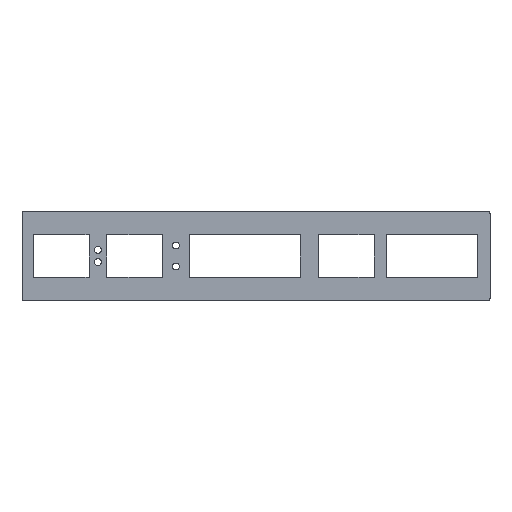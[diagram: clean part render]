
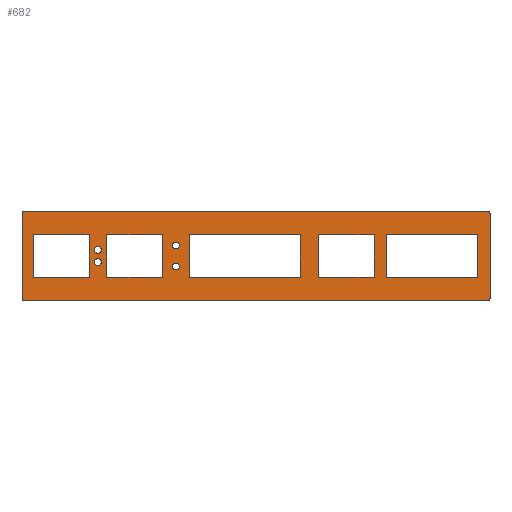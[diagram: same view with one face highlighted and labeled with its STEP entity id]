
A CAD part, top view. The second image highlights one B-rep face of the part: STEP entity #682.
In plain terms, the highlighted planar face has unit normal (0, 0, 1).
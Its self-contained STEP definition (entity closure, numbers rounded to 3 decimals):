
#15=FACE_BOUND('',#95,.T.);
#16=FACE_BOUND('',#96,.T.);
#17=FACE_BOUND('',#97,.T.);
#18=FACE_BOUND('',#98,.T.);
#19=FACE_BOUND('',#99,.T.);
#20=FACE_BOUND('',#100,.T.);
#21=FACE_BOUND('',#101,.T.);
#22=FACE_BOUND('',#102,.T.);
#23=FACE_BOUND('',#103,.T.);
#33=PLANE('',#732);
#60=FACE_OUTER_BOUND('',#94,.T.);
#94=EDGE_LOOP('',(#485,#486,#487,#488,#489,#490,#491,#492));
#95=EDGE_LOOP('',(#493));
#96=EDGE_LOOP('',(#494,#495,#496,#497));
#97=EDGE_LOOP('',(#498));
#98=EDGE_LOOP('',(#499));
#99=EDGE_LOOP('',(#500,#501,#502,#503));
#100=EDGE_LOOP('',(#504));
#101=EDGE_LOOP('',(#505,#506,#507,#508));
#102=EDGE_LOOP('',(#509,#510,#511,#512));
#103=EDGE_LOOP('',(#513,#514,#515,#516));
#147=LINE('',#973,#227);
#148=LINE('',#977,#228);
#149=LINE('',#981,#229);
#150=LINE('',#984,#230);
#151=LINE('',#989,#231);
#152=LINE('',#991,#232);
#153=LINE('',#993,#233);
#154=LINE('',#994,#234);
#155=LINE('',#1001,#235);
#156=LINE('',#1003,#236);
#157=LINE('',#1005,#237);
#158=LINE('',#1006,#238);
#159=LINE('',#1011,#239);
#160=LINE('',#1013,#240);
#161=LINE('',#1015,#241);
#162=LINE('',#1016,#242);
#163=LINE('',#1019,#243);
#164=LINE('',#1021,#244);
#165=LINE('',#1023,#245);
#166=LINE('',#1024,#246);
#167=LINE('',#1027,#247);
#168=LINE('',#1029,#248);
#169=LINE('',#1031,#249);
#170=LINE('',#1032,#250);
#227=VECTOR('',#791,10.);
#228=VECTOR('',#794,10.);
#229=VECTOR('',#797,10.);
#230=VECTOR('',#800,10.);
#231=VECTOR('',#803,10.);
#232=VECTOR('',#804,10.);
#233=VECTOR('',#805,10.);
#234=VECTOR('',#806,10.);
#235=VECTOR('',#811,10.);
#236=VECTOR('',#812,10.);
#237=VECTOR('',#813,10.);
#238=VECTOR('',#814,10.);
#239=VECTOR('',#817,10.);
#240=VECTOR('',#818,10.);
#241=VECTOR('',#819,10.);
#242=VECTOR('',#820,10.);
#243=VECTOR('',#821,10.);
#244=VECTOR('',#822,10.);
#245=VECTOR('',#823,10.);
#246=VECTOR('',#824,10.);
#247=VECTOR('',#825,10.);
#248=VECTOR('',#826,10.);
#249=VECTOR('',#827,10.);
#250=VECTOR('',#828,10.);
#306=CIRCLE('',#731,1.);
#307=CIRCLE('',#733,1.);
#308=CIRCLE('',#734,1.);
#309=CIRCLE('',#735,1.);
#310=CIRCLE('',#736,1.6);
#311=CIRCLE('',#737,1.6);
#312=CIRCLE('',#738,1.6);
#313=CIRCLE('',#739,1.6);
#323=VERTEX_POINT('',#966);
#324=VERTEX_POINT('',#968);
#325=VERTEX_POINT('',#972);
#326=VERTEX_POINT('',#974);
#327=VERTEX_POINT('',#976);
#328=VERTEX_POINT('',#978);
#329=VERTEX_POINT('',#980);
#330=VERTEX_POINT('',#982);
#331=VERTEX_POINT('',#985);
#332=VERTEX_POINT('',#987);
#333=VERTEX_POINT('',#988);
#334=VERTEX_POINT('',#990);
#335=VERTEX_POINT('',#992);
#336=VERTEX_POINT('',#995);
#337=VERTEX_POINT('',#997);
#338=VERTEX_POINT('',#999);
#339=VERTEX_POINT('',#1000);
#340=VERTEX_POINT('',#1002);
#341=VERTEX_POINT('',#1004);
#342=VERTEX_POINT('',#1007);
#343=VERTEX_POINT('',#1009);
#344=VERTEX_POINT('',#1010);
#345=VERTEX_POINT('',#1012);
#346=VERTEX_POINT('',#1014);
#347=VERTEX_POINT('',#1017);
#348=VERTEX_POINT('',#1018);
#349=VERTEX_POINT('',#1020);
#350=VERTEX_POINT('',#1022);
#351=VERTEX_POINT('',#1025);
#352=VERTEX_POINT('',#1026);
#353=VERTEX_POINT('',#1028);
#354=VERTEX_POINT('',#1030);
#387=EDGE_CURVE('',#323,#324,#306,.T.);
#389=EDGE_CURVE('',#323,#325,#147,.T.);
#390=EDGE_CURVE('',#326,#325,#307,.T.);
#391=EDGE_CURVE('',#326,#327,#148,.T.);
#392=EDGE_CURVE('',#328,#327,#308,.T.);
#393=EDGE_CURVE('',#328,#329,#149,.T.);
#394=EDGE_CURVE('',#330,#329,#309,.T.);
#395=EDGE_CURVE('',#330,#324,#150,.T.);
#396=EDGE_CURVE('',#331,#331,#310,.T.);
#397=EDGE_CURVE('',#332,#333,#151,.T.);
#398=EDGE_CURVE('',#334,#332,#152,.T.);
#399=EDGE_CURVE('',#335,#334,#153,.T.);
#400=EDGE_CURVE('',#333,#335,#154,.T.);
#401=EDGE_CURVE('',#336,#336,#311,.T.);
#402=EDGE_CURVE('',#337,#337,#312,.T.);
#403=EDGE_CURVE('',#338,#339,#155,.T.);
#404=EDGE_CURVE('',#340,#338,#156,.T.);
#405=EDGE_CURVE('',#341,#340,#157,.T.);
#406=EDGE_CURVE('',#339,#341,#158,.T.);
#407=EDGE_CURVE('',#342,#342,#313,.T.);
#408=EDGE_CURVE('',#343,#344,#159,.T.);
#409=EDGE_CURVE('',#345,#343,#160,.T.);
#410=EDGE_CURVE('',#346,#345,#161,.T.);
#411=EDGE_CURVE('',#344,#346,#162,.T.);
#412=EDGE_CURVE('',#347,#348,#163,.T.);
#413=EDGE_CURVE('',#349,#347,#164,.T.);
#414=EDGE_CURVE('',#350,#349,#165,.T.);
#415=EDGE_CURVE('',#348,#350,#166,.T.);
#416=EDGE_CURVE('',#351,#352,#167,.T.);
#417=EDGE_CURVE('',#353,#351,#168,.T.);
#418=EDGE_CURVE('',#354,#353,#169,.T.);
#419=EDGE_CURVE('',#352,#354,#170,.T.);
#485=ORIENTED_EDGE('',*,*,#387,.F.);
#486=ORIENTED_EDGE('',*,*,#389,.T.);
#487=ORIENTED_EDGE('',*,*,#390,.F.);
#488=ORIENTED_EDGE('',*,*,#391,.T.);
#489=ORIENTED_EDGE('',*,*,#392,.F.);
#490=ORIENTED_EDGE('',*,*,#393,.T.);
#491=ORIENTED_EDGE('',*,*,#394,.F.);
#492=ORIENTED_EDGE('',*,*,#395,.T.);
#493=ORIENTED_EDGE('',*,*,#396,.F.);
#494=ORIENTED_EDGE('',*,*,#397,.F.);
#495=ORIENTED_EDGE('',*,*,#398,.F.);
#496=ORIENTED_EDGE('',*,*,#399,.F.);
#497=ORIENTED_EDGE('',*,*,#400,.F.);
#498=ORIENTED_EDGE('',*,*,#401,.F.);
#499=ORIENTED_EDGE('',*,*,#402,.F.);
#500=ORIENTED_EDGE('',*,*,#403,.F.);
#501=ORIENTED_EDGE('',*,*,#404,.F.);
#502=ORIENTED_EDGE('',*,*,#405,.F.);
#503=ORIENTED_EDGE('',*,*,#406,.F.);
#504=ORIENTED_EDGE('',*,*,#407,.F.);
#505=ORIENTED_EDGE('',*,*,#408,.F.);
#506=ORIENTED_EDGE('',*,*,#409,.F.);
#507=ORIENTED_EDGE('',*,*,#410,.F.);
#508=ORIENTED_EDGE('',*,*,#411,.F.);
#509=ORIENTED_EDGE('',*,*,#412,.F.);
#510=ORIENTED_EDGE('',*,*,#413,.F.);
#511=ORIENTED_EDGE('',*,*,#414,.F.);
#512=ORIENTED_EDGE('',*,*,#415,.F.);
#513=ORIENTED_EDGE('',*,*,#416,.F.);
#514=ORIENTED_EDGE('',*,*,#417,.F.);
#515=ORIENTED_EDGE('',*,*,#418,.F.);
#516=ORIENTED_EDGE('',*,*,#419,.F.);
#682=ADVANCED_FACE('',(#60,#15,#16,#17,#18,#19,#20,#21,#22,#23),#33,.F.);
#731=AXIS2_PLACEMENT_3D('',#969,#786,#787);
#732=AXIS2_PLACEMENT_3D('',#971,#789,#790);
#733=AXIS2_PLACEMENT_3D('',#975,#792,#793);
#734=AXIS2_PLACEMENT_3D('',#979,#795,#796);
#735=AXIS2_PLACEMENT_3D('',#983,#798,#799);
#736=AXIS2_PLACEMENT_3D('',#986,#801,#802);
#737=AXIS2_PLACEMENT_3D('',#996,#807,#808);
#738=AXIS2_PLACEMENT_3D('',#998,#809,#810);
#739=AXIS2_PLACEMENT_3D('',#1008,#815,#816);
#786=DIRECTION('center_axis',(0.,0.,-1.));
#787=DIRECTION('ref_axis',(0.707,-0.707,0.));
#789=DIRECTION('center_axis',(0.,0.,-1.));
#790=DIRECTION('ref_axis',(-1.,0.,0.));
#791=DIRECTION('',(0.,1.,0.));
#792=DIRECTION('center_axis',(0.,0.,-1.));
#793=DIRECTION('ref_axis',(0.707,0.707,0.));
#794=DIRECTION('',(-1.,0.,0.));
#795=DIRECTION('center_axis',(0.,0.,-1.));
#796=DIRECTION('ref_axis',(-0.707,0.707,0.));
#797=DIRECTION('',(0.,-1.,0.));
#798=DIRECTION('center_axis',(0.,0.,-1.));
#799=DIRECTION('ref_axis',(-0.707,-0.707,0.));
#800=DIRECTION('',(1.,0.,0.));
#801=DIRECTION('center_axis',(0.,0.,1.));
#802=DIRECTION('ref_axis',(-1.,0.,0.));
#803=DIRECTION('',(1.,0.,0.));
#804=DIRECTION('',(0.,-1.,0.));
#805=DIRECTION('',(-1.,0.,0.));
#806=DIRECTION('',(0.,1.,0.));
#807=DIRECTION('center_axis',(0.,0.,1.));
#808=DIRECTION('ref_axis',(-1.,0.,0.));
#809=DIRECTION('center_axis',(0.,0.,1.));
#810=DIRECTION('ref_axis',(-1.,0.,0.));
#811=DIRECTION('',(1.,0.,0.));
#812=DIRECTION('',(0.,-1.,0.));
#813=DIRECTION('',(-1.,0.,0.));
#814=DIRECTION('',(0.,1.,0.));
#815=DIRECTION('center_axis',(0.,0.,1.));
#816=DIRECTION('ref_axis',(-1.,0.,0.));
#817=DIRECTION('',(1.,0.,0.));
#818=DIRECTION('',(0.,-1.,0.));
#819=DIRECTION('',(-1.,0.,0.));
#820=DIRECTION('',(0.,1.,0.));
#821=DIRECTION('',(1.,0.,0.));
#822=DIRECTION('',(0.,-1.,0.));
#823=DIRECTION('',(-1.,0.,0.));
#824=DIRECTION('',(0.,1.,0.));
#825=DIRECTION('',(1.,0.,0.));
#826=DIRECTION('',(0.,-1.,0.));
#827=DIRECTION('',(-1.,0.,0.));
#828=DIRECTION('',(0.,1.,0.));
#966=CARTESIAN_POINT('',(213.36,-1.223,-2.54));
#968=CARTESIAN_POINT('',(212.36,-2.223,-2.54));
#969=CARTESIAN_POINT('Origin',(212.36,-1.223,-2.54));
#971=CARTESIAN_POINT('Origin',(105.41,18.415,-2.54));
#972=CARTESIAN_POINT('',(213.36,38.053,-2.54));
#973=CARTESIAN_POINT('',(213.36,-2.223,-2.54));
#974=CARTESIAN_POINT('',(212.36,39.053,-2.54));
#975=CARTESIAN_POINT('Origin',(212.36,38.053,-2.54));
#976=CARTESIAN_POINT('',(-1.54,39.053,-2.54));
#977=CARTESIAN_POINT('',(213.36,39.053,-2.54));
#978=CARTESIAN_POINT('',(-2.54,38.053,-2.54));
#979=CARTESIAN_POINT('Origin',(-1.54,38.053,-2.54));
#980=CARTESIAN_POINT('',(-2.54,-1.223,-2.54));
#981=CARTESIAN_POINT('',(-2.54,39.053,-2.54));
#982=CARTESIAN_POINT('',(-1.54,-2.223,-2.54));
#983=CARTESIAN_POINT('Origin',(-1.54,-1.223,-2.54));
#984=CARTESIAN_POINT('',(-2.54,-2.223,-2.54));
#985=CARTESIAN_POINT('',(70.045,13.578,-2.54));
#986=CARTESIAN_POINT('Origin',(68.445,13.578,-2.54));
#987=CARTESIAN_POINT('',(165.61,8.665,-2.54));
#988=CARTESIAN_POINT('',(207.61,8.665,-2.54));
#989=CARTESIAN_POINT('',(165.61,8.665,-2.54));
#990=CARTESIAN_POINT('',(165.61,28.165,-2.54));
#991=CARTESIAN_POINT('',(165.61,28.165,-2.54));
#992=CARTESIAN_POINT('',(207.61,28.165,-2.54));
#993=CARTESIAN_POINT('',(207.61,28.165,-2.54));
#994=CARTESIAN_POINT('',(207.61,8.665,-2.54));
#995=CARTESIAN_POINT('',(70.041,23.253,-2.54));
#996=CARTESIAN_POINT('Origin',(68.441,23.253,-2.54));
#997=CARTESIAN_POINT('',(34.049,21.253,-2.54));
#998=CARTESIAN_POINT('Origin',(32.449,21.253,-2.54));
#999=CARTESIAN_POINT('',(2.594,8.665,-2.54));
#1000=CARTESIAN_POINT('',(28.394,8.665,-2.54));
#1001=CARTESIAN_POINT('',(2.594,8.665,-2.54));
#1002=CARTESIAN_POINT('',(2.594,28.165,-2.54));
#1003=CARTESIAN_POINT('',(2.594,28.165,-2.54));
#1004=CARTESIAN_POINT('',(28.394,28.165,-2.54));
#1005=CARTESIAN_POINT('',(28.394,28.165,-2.54));
#1006=CARTESIAN_POINT('',(28.394,8.665,-2.54));
#1007=CARTESIAN_POINT('',(34.049,15.578,-2.54));
#1008=CARTESIAN_POINT('Origin',(32.449,15.578,-2.54));
#1009=CARTESIAN_POINT('',(74.578,8.665,-2.54));
#1010=CARTESIAN_POINT('',(125.828,8.665,-2.54));
#1011=CARTESIAN_POINT('',(74.578,8.665,-2.54));
#1012=CARTESIAN_POINT('',(74.578,28.165,-2.54));
#1013=CARTESIAN_POINT('',(74.578,28.165,-2.54));
#1014=CARTESIAN_POINT('',(125.828,28.165,-2.54));
#1015=CARTESIAN_POINT('',(125.828,28.165,-2.54));
#1016=CARTESIAN_POINT('',(125.828,8.665,-2.54));
#1017=CARTESIAN_POINT('',(36.503,8.665,-2.54));
#1018=CARTESIAN_POINT('',(62.303,8.665,-2.54));
#1019=CARTESIAN_POINT('',(36.503,8.665,-2.54));
#1020=CARTESIAN_POINT('',(36.503,28.165,-2.54));
#1021=CARTESIAN_POINT('',(36.503,28.165,-2.54));
#1022=CARTESIAN_POINT('',(62.303,28.165,-2.54));
#1023=CARTESIAN_POINT('',(62.303,28.165,-2.54));
#1024=CARTESIAN_POINT('',(62.303,8.665,-2.54));
#1025=CARTESIAN_POINT('',(134.166,8.665,-2.54));
#1026=CARTESIAN_POINT('',(159.966,8.665,-2.54));
#1027=CARTESIAN_POINT('',(134.166,8.665,-2.54));
#1028=CARTESIAN_POINT('',(134.166,28.165,-2.54));
#1029=CARTESIAN_POINT('',(134.166,28.165,-2.54));
#1030=CARTESIAN_POINT('',(159.966,28.165,-2.54));
#1031=CARTESIAN_POINT('',(159.966,28.165,-2.54));
#1032=CARTESIAN_POINT('',(159.966,8.665,-2.54));
